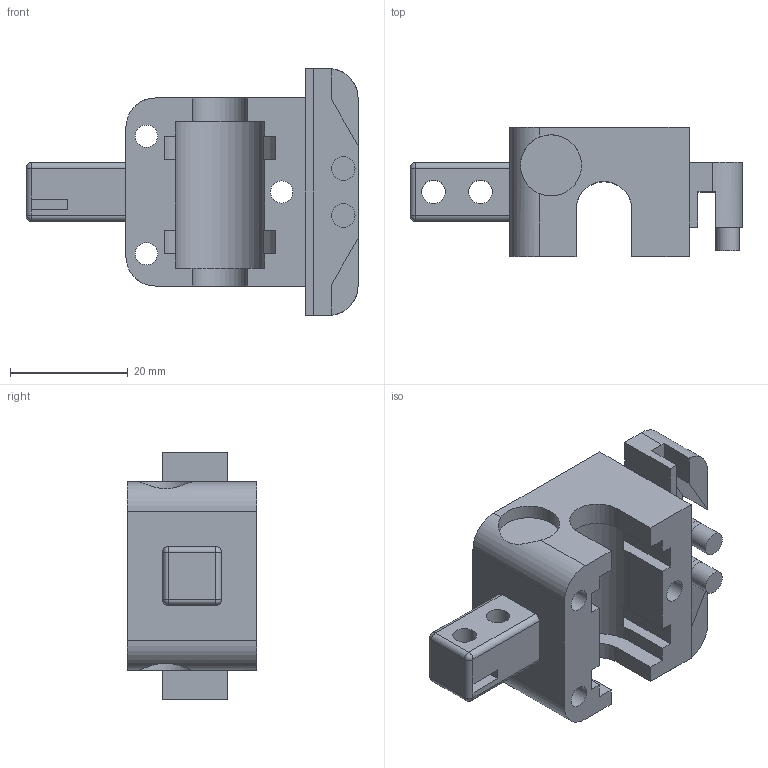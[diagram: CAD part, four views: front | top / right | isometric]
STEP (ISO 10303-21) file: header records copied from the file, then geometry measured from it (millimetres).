
FILE_DESCRIPTION(('FreeCAD Model'),'2;1');
FILE_NAME('Slider_Transport_TOP.step', '2018-11-15T20:56:15',('Author'),(''), 'Open CASCADE STEP processor 7.2','FreeCAD','Unknown');
FILE_SCHEMA(('AUTOMOTIVE_DESIGN_CC2 { 1 2 10303 214 -1 1 5 4 }'));
Length unit declared in the file: millimetre
Products named in the file (1): TransportSlider_TOP
Bounding box: 56.5 x 22 x 42 mm (x, y, z)
Volume: 17432.9 mm3; surface area: 9710.4 mm2
Topology: 1 solids, 4 shells, 186 faces, 518 edges, 336 vertices
Faces by surface type: plane 88, extrusion 58, cylinder 36, sphere 4
Full cylindrical faces by diameter (mm): 3.8 x3, 4 x8, 10.4 x2
Entity records: 31400 total; most frequent: CARTESIAN_POINT 20544, DIRECTION 1464, ORIENTED_EDGE 1028, PCURVE 1028, DEFINITIONAL_REPRESENTATION 1028, VECTOR 1009, LINE 951, EDGE_CURVE 514
